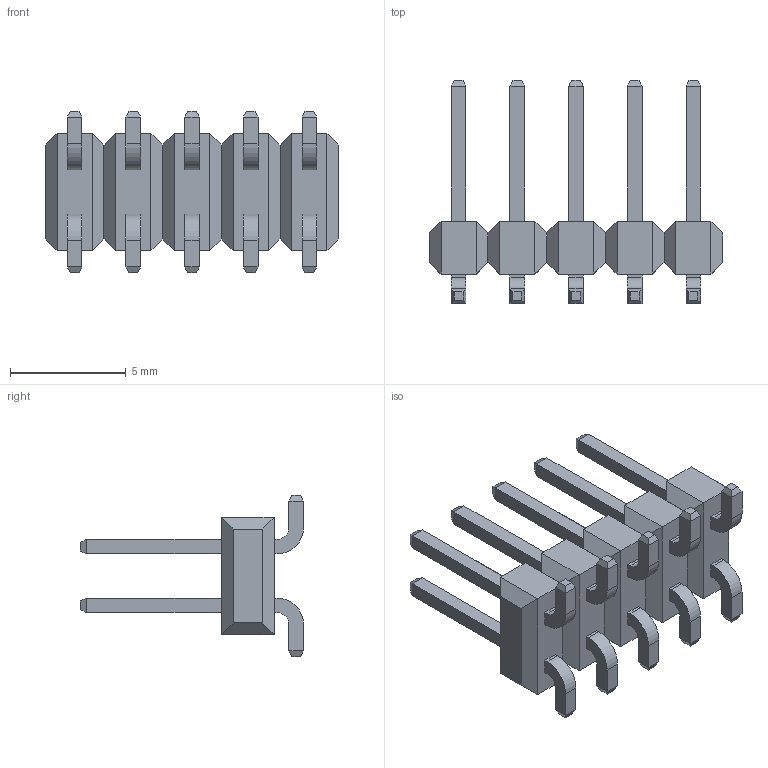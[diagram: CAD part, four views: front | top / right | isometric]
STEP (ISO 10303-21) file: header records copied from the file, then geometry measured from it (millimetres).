
FILE_DESCRIPTION((''),'2;1');
FILE_NAME('015910100','2016-12-20T',('ghp'),(''),'PRO/ENGINEER BY PARAMETRIC TECHNOLOGY CORPORATION, 2012310','PRO/ENGINEER BY PARAMETRIC TECHNOLOGY CORPORATION, 2012310','');
FILE_SCHEMA(('CONFIG_CONTROL_DESIGN'));
Length unit declared in the file: inch
Products named in the file (1): 015910100
Bounding box: 12.7 x 9.65 x 6.99 mm (x, y, z)
Volume: 165.5 mm3; surface area: 433.8 mm2
Topology: 1 solids, 1 shells, 282 faces, 684 edges, 424 vertices
Faces by surface type: plane 262, cylinder 20
Entity records: 7919 total; most frequent: CARTESIAN_POINT 1351, DIRECTION 1290, ORIENTED_EDGE 1288, VECTOR 644, LINE 644, EDGE_CURVE 644, VERTEX_POINT 384, AXIS2_PLACEMENT_3D 323
